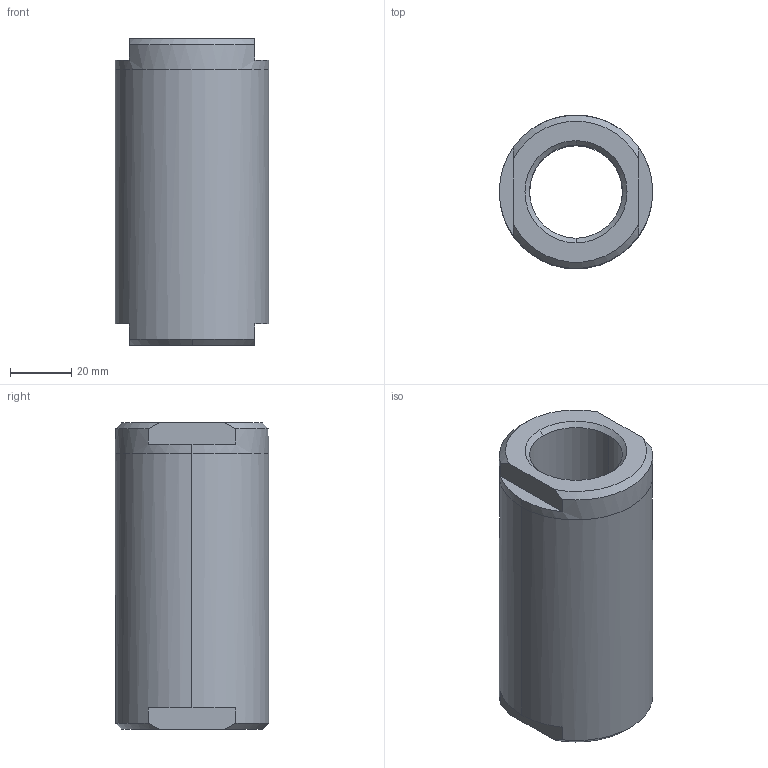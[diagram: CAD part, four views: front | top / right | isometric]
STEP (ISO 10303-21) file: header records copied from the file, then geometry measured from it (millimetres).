
FILE_DESCRIPTION (( 'STEP AP214' ), '1' );
FILE_NAME ('281ZH0611 1 BSP female-female.STEP', '2016-04-22T16:59:37', ( 'w7' ), ( 'Hewlett-Packard Company' ), 'SwSTEP 2.0', 'SolidWorks 2015', '' );
FILE_SCHEMA (( 'AUTOMOTIVE_DESIGN' ));
Length unit declared in the file: millimetre
Products named in the file (1): 281ZH0611 1 BSP female-female
Bounding box: 50 x 50 x 100 mm (x, y, z)
Surface area: 23340.1 mm2 (no closed solid volume)
Topology: 0 solids, 2 shells, 29 faces, 77 edges, 52 vertices
Faces by surface type: plane 12, cone 9, cylinder 8
Entity records: 1274 total; most frequent: CARTESIAN_POINT 183, DIRECTION 169, ORIENTED_EDGE 146, EDGE_CURVE 77, AXIS2_PLACEMENT_3D 70, VERTEX_POINT 52, CIRCLE 40, EDGE_LOOP 33
